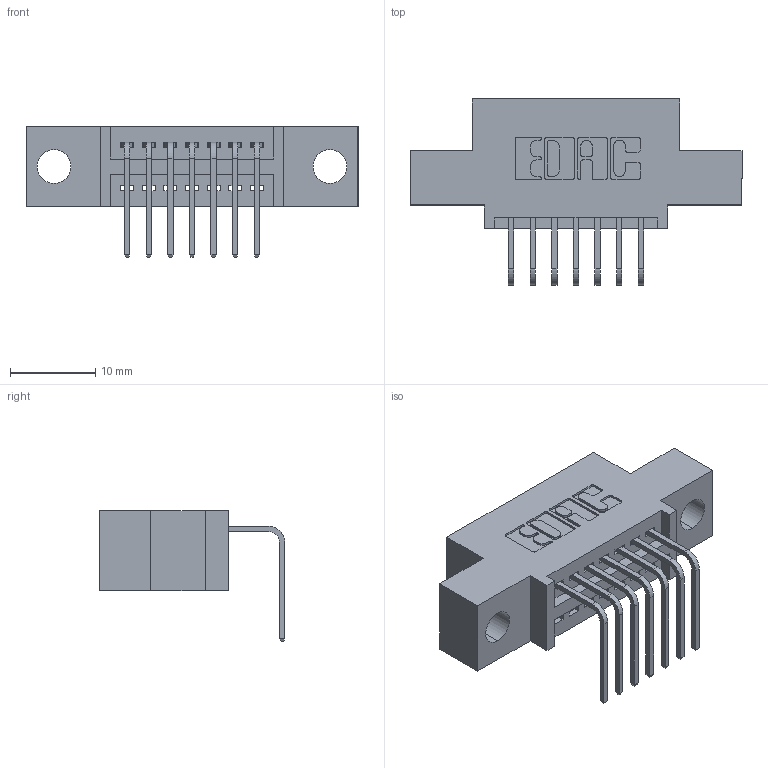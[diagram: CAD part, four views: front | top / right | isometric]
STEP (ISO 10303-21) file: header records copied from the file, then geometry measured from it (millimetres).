
FILE_DESCRIPTION (( 'STEP AP203' ), '1' );
FILE_NAME ('395-007-558-404.STEP', '2021-06-11T13:42:21', ( '' ), ( '' ), 'SwSTEP 2.0', 'SolidWorks 2020', '' );
FILE_SCHEMA (( 'CONFIG_CONTROL_DESIGN' ));
Length unit declared in the file: inch
Products named in the file (3): 345-292-001_558 Tail - 2; 395-007-558-404; 345 Part_0.110 Offset - 0.156 Dia-TI
Assembly tree (8 placements, depth 2):
  395-007-558-404
    345 Part_0.110 Offset - 0.156 Dia-TI
    345-292-001_558 Tail - 2  x7
Bounding box: 38.99 x 21.83 x 15.37 mm (x, y, z)
Volume: 3260.5 mm3; surface area: 3918.6 mm2
Topology: 8 solids, 8 shells, 564 faces, 1663 edges, 1098 vertices
Faces by surface type: plane 392, cylinder 172
Entity records: 10615 total; most frequent: CARTESIAN_POINT 1851, ORIENTED_EDGE 1790, DIRECTION 1665, EDGE_CURVE 895, VECTOR 735, LINE 735, VERTEX_POINT 594, AXIS2_PLACEMENT_3D 465
